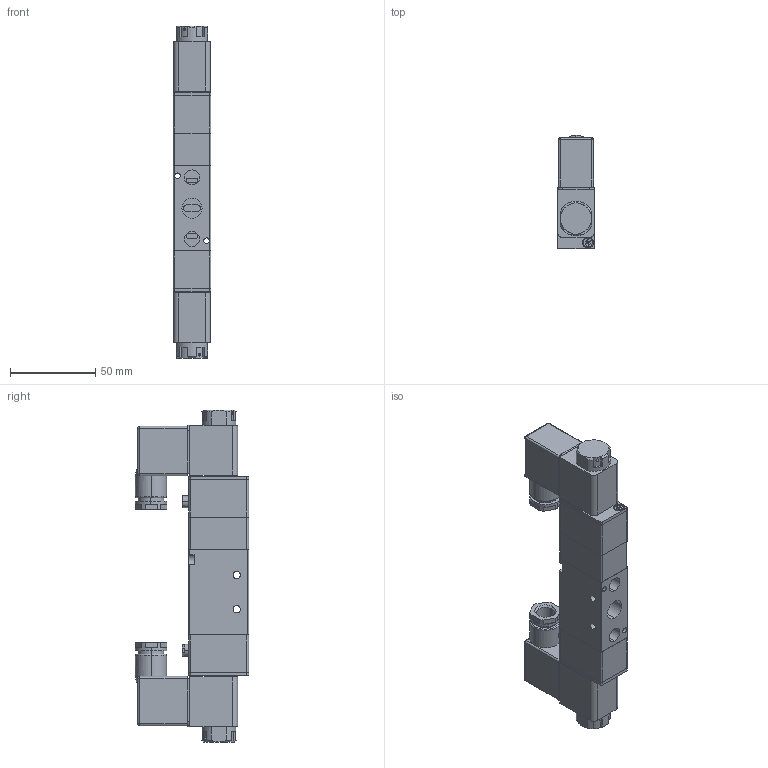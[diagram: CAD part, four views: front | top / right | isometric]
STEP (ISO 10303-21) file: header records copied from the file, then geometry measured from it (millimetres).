
FILE_DESCRIPTION (( 'STEP AP203' ), '1' );
FILE_NAME ('4V230C-E-P-08.STEP', '2016-07-08T21:08:34', ( '' ), ( '' ), 'SwSTEP 2.0', 'SolidWorks 2016', '' );
FILE_SCHEMA (( 'CONFIG_CONTROL_DESIGN' ));
Length unit declared in the file: inch
Products named in the file (14): ++-ｯ-+; -ｦｦ+; cross recessed pan head screws gb_GB_CROSS_SCREWS_TYPE1 M3X30-30  H type-N; 4V210-08-03+ｺｦs-G-+-+; -ｦ-+; 4V210-14-+ｦ++ｺ+ｷ; 4V210-ｯ+ｪ++-ｯｦ-+T+ｦ-G-+-+; 4V210-13-戌s; cross recessed countersunk head screws gb1_GB_T819.1-2000-«++¦¦¦--+-¦¦ñ M3X30-28.35  Z type-N; 4V210-XD-03-+氖+-; 4V230-08-11++ｦT+ｷ-G-+-+; -ｯ+ｪ; 4V230C-E-P-08; +ｰ+ｦｦｵ
Assembly tree (19 placements, depth 3):
  4V230C-E-P-08
    4V210-08-03+ｺｦs-G-+-+
    4V210-14-+ｦ++ｺ+ｷ  x2
    4V210-13-戌s  x2
    4V210-XD-03-+氖+-  x2
    4V210-ｯ+ｪ++-ｯｦ-+T+ｦ-G-+-+  x2
      -ｯ+ｪ
      +ｰ+ｦｦｵ
      ++-ｯ-+
      -ｦｦ+
      cross recessed pan head screws gb_GB_CROSS_SCREWS_TYPE1 M3X30-30  H type-N
      -ｦ-+
    cross recessed countersunk head screws gb1_GB_T819.1-2000-«++¦¦¦--+-¦¦ñ M3X30-28.35  Z type-N  x3
    4V230-08-11++ｦT+ｷ-G-+-+
Bounding box: 22 x 66.4 x 194.4 mm (x, y, z)
Volume: 153147.5 mm3; surface area: 60128.7 mm2
Topology: 23 solids, 23 shells, 599 faces, 1490 edges, 959 vertices
Faces by surface type: plane 323, cylinder 222, cone 30, bspline 24
Entity records: 11725 total; most frequent: CARTESIAN_POINT 2190, DIRECTION 1702, ORIENTED_EDGE 1592, EDGE_CURVE 796, AXIS2_PLACEMENT_3D 630, VERTEX_POINT 519, VECTOR 442, LINE 442
